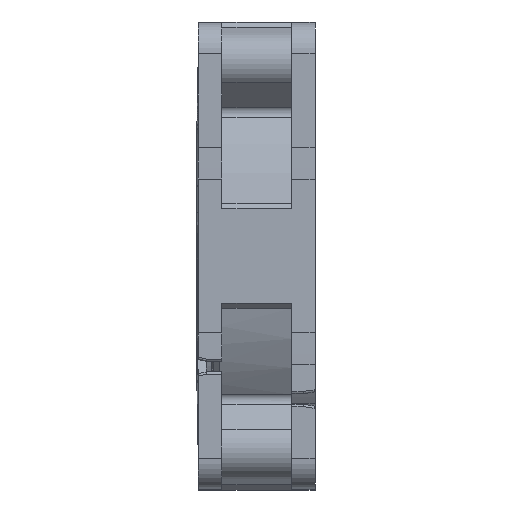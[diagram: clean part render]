
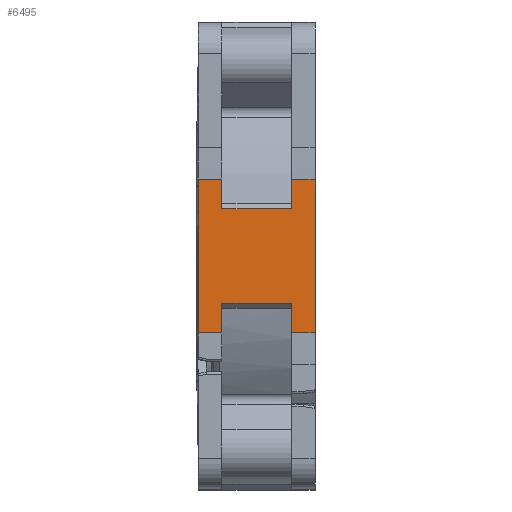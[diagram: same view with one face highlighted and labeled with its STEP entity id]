
A CAD part, left-side view. The second image highlights one B-rep face of the part: STEP entity #6495.
In plain terms, the highlighted planar face has unit normal (-1, 0, 0).
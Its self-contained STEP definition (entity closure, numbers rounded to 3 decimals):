
#1=DIRECTION('',(0.,0.,-1.));
#2=VECTOR('',#1,3.837);
#3=CARTESIAN_POINT('',(-30.1,-3.,9.9));
#4=LINE('',#3,#2);
#48=DIRECTION('',(0.,0.,-1.));
#49=VECTOR('',#48,3.837);
#50=CARTESIAN_POINT('',(-30.1,-3.,-6.063));
#51=LINE('',#50,#49);
#205=DIRECTION('',(0.,1.,0.));
#206=VECTOR('',#205,3.);
#207=CARTESIAN_POINT('',(-30.1,-15.,9.9));
#208=LINE('',#207,#206);
#209=DIRECTION('',(0.,1.,0.));
#210=VECTOR('',#209,3.);
#211=CARTESIAN_POINT('',(-30.1,-15.,-9.9));
#212=LINE('',#211,#210);
#213=DIRECTION('',(0.,1.,0.));
#214=VECTOR('',#213,3.);
#215=CARTESIAN_POINT('',(-30.1,-3.,-9.9));
#216=LINE('',#215,#214);
#217=DIRECTION('',(0.,1.,0.));
#218=VECTOR('',#217,3.);
#219=CARTESIAN_POINT('',(-30.1,-3.,9.9));
#220=LINE('',#219,#218);
#221=DIRECTION('',(0.,1.,0.));
#222=VECTOR('',#221,9.);
#223=CARTESIAN_POINT('',(-30.1,-12.,6.063));
#224=LINE('',#223,#222);
#1392=DIRECTION('',(0.,0.,-1.));
#1393=VECTOR('',#1392,19.8);
#1394=CARTESIAN_POINT('',(-30.1,0.,9.9));
#1395=LINE('',#1394,#1393);
#1571=DIRECTION('',(0.,0.,-1.));
#1572=VECTOR('',#1571,19.8);
#1573=CARTESIAN_POINT('',(-30.1,-15.,9.9));
#1574=LINE('',#1573,#1572);
#2480=DIRECTION('',(0.,0.,-1.));
#2481=VECTOR('',#2480,3.837);
#2482=CARTESIAN_POINT('',(-30.1,-12.,9.9));
#2483=LINE('',#2482,#2481);
#2527=DIRECTION('',(0.,0.,-1.));
#2528=VECTOR('',#2527,3.837);
#2529=CARTESIAN_POINT('',(-30.1,-12.,-6.063));
#2530=LINE('',#2529,#2528);
#3067=DIRECTION('',(0.,1.,0.));
#3068=VECTOR('',#3067,9.);
#3069=CARTESIAN_POINT('',(-30.1,-12.,-6.063));
#3070=LINE('',#3069,#3068);
#5522=CARTESIAN_POINT('',(-30.1,-3.,9.9));
#5523=CARTESIAN_POINT('',(-30.1,-3.,6.063));
#5524=VERTEX_POINT('',#5522);
#5525=VERTEX_POINT('',#5523);
#5526=CARTESIAN_POINT('',(-30.1,-3.,-6.063));
#5527=CARTESIAN_POINT('',(-30.1,-3.,-9.9));
#5528=VERTEX_POINT('',#5526);
#5529=VERTEX_POINT('',#5527);
#5554=CARTESIAN_POINT('',(-30.1,-12.,9.9));
#5555=CARTESIAN_POINT('',(-30.1,-12.,6.063));
#5556=VERTEX_POINT('',#5554);
#5557=VERTEX_POINT('',#5555);
#5558=CARTESIAN_POINT('',(-30.1,-12.,-6.063));
#5559=CARTESIAN_POINT('',(-30.1,-12.,-9.9));
#5560=VERTEX_POINT('',#5558);
#5561=VERTEX_POINT('',#5559);
#5586=CARTESIAN_POINT('',(-30.1,-15.,9.9));
#5587=CARTESIAN_POINT('',(-30.1,-15.,-9.9));
#5588=VERTEX_POINT('',#5586);
#5589=VERTEX_POINT('',#5587);
#5602=CARTESIAN_POINT('',(-30.1,0.,9.9));
#5603=CARTESIAN_POINT('',(-30.1,0.,-9.9));
#5604=VERTEX_POINT('',#5602);
#5605=VERTEX_POINT('',#5603);
#6466=CARTESIAN_POINT('',(-30.1,0.,30.1));
#6467=DIRECTION('',(1.,0.,0.));
#6468=DIRECTION('',(0.,0.,-1.));
#6469=AXIS2_PLACEMENT_3D('',#6466,#6467,#6468);
#6470=PLANE('',#6469);
#6471=ORIENTED_EDGE('',*,*,#6291,.T.);
#6473=ORIENTED_EDGE('',*,*,#6472,.F.);
#6475=ORIENTED_EDGE('',*,*,#6474,.F.);
#6477=ORIENTED_EDGE('',*,*,#6476,.F.);
#6479=ORIENTED_EDGE('',*,*,#6478,.T.);
#6481=ORIENTED_EDGE('',*,*,#6480,.T.);
#6483=ORIENTED_EDGE('',*,*,#6482,.F.);
#6485=ORIENTED_EDGE('',*,*,#6484,.T.);
#6486=ORIENTED_EDGE('',*,*,#6331,.T.);
#6488=ORIENTED_EDGE('',*,*,#6487,.T.);
#6490=ORIENTED_EDGE('',*,*,#6489,.F.);
#6492=ORIENTED_EDGE('',*,*,#6491,.F.);
#6493=EDGE_LOOP('',(#6471,#6473,#6475,#6477,#6479,#6481,#6483,#6485,#6486,#6488,
#6490,#6492));
#6494=FACE_OUTER_BOUND('',#6493,.F.);
#6495=ADVANCED_FACE('',(#6494),#6470,.F.);
#6291=EDGE_CURVE('',#5524,#5525,#4,.T.);
#6331=EDGE_CURVE('',#5528,#5529,#51,.T.);
#6472=EDGE_CURVE('',#5557,#5525,#224,.T.);
#6474=EDGE_CURVE('',#5556,#5557,#2483,.T.);
#6476=EDGE_CURVE('',#5588,#5556,#208,.T.);
#6478=EDGE_CURVE('',#5588,#5589,#1574,.T.);
#6480=EDGE_CURVE('',#5589,#5561,#212,.T.);
#6482=EDGE_CURVE('',#5560,#5561,#2530,.T.);
#6484=EDGE_CURVE('',#5560,#5528,#3070,.T.);
#6487=EDGE_CURVE('',#5529,#5605,#216,.T.);
#6489=EDGE_CURVE('',#5604,#5605,#1395,.T.);
#6491=EDGE_CURVE('',#5524,#5604,#220,.T.);
